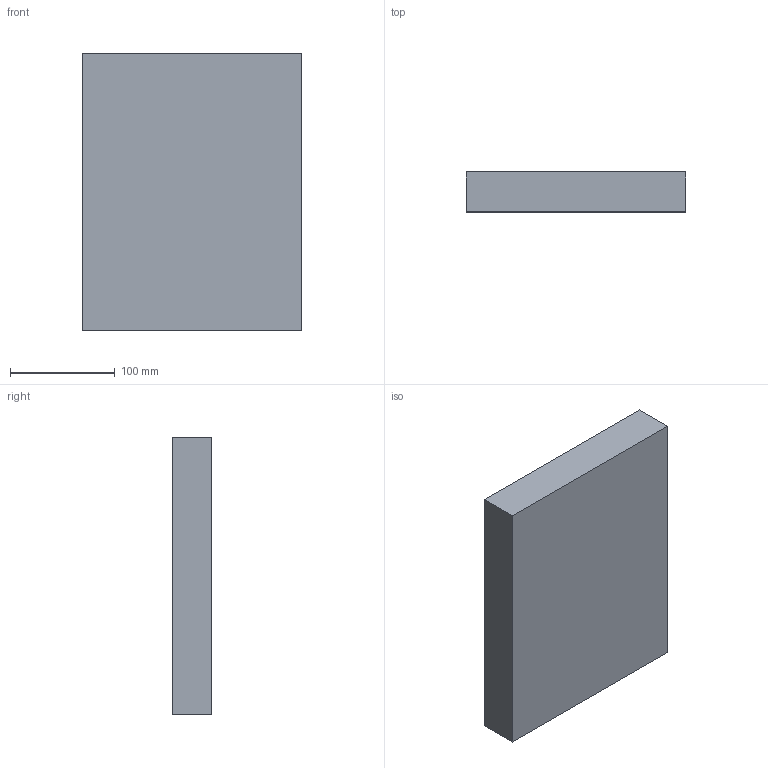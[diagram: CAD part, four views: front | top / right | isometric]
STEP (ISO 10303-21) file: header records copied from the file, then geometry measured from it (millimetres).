
FILE_DESCRIPTION (( 'STEP AP203' ), '1' );
FILE_NAME ('STP-211-010-008.STEP', '2024-09-27T06:32:23', ( '' ), ( '' ), 'SwSTEP 2.0', 'SolidWorks 2017', '' );
FILE_SCHEMA (( 'CONFIG_CONTROL_DESIGN' ));
Length unit declared in the file: millimetre
Products named in the file (1): STP-211-010-008
Bounding box: 210 x 38 x 265 mm (x, y, z)
Volume: 1447400.6 mm3; surface area: 213560.8 mm2
Topology: 1 solids, 1 shells, 78 faces, 156 edges, 104 vertices
Faces by surface type: cone 48, plane 30
Entity records: 2153 total; most frequent: DIRECTION 410, CARTESIAN_POINT 339, ORIENTED_EDGE 312, AXIS2_PLACEMENT_3D 175, EDGE_CURVE 156, VERTEX_POINT 104, EDGE_LOOP 102, CIRCLE 96
